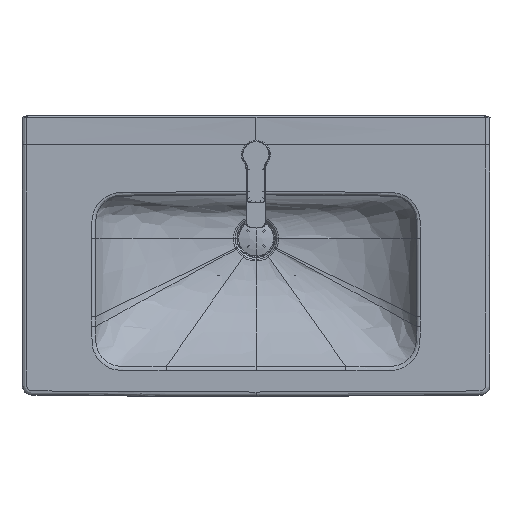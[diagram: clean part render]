
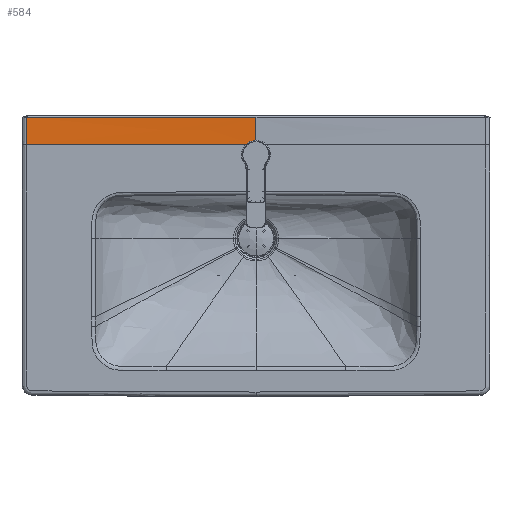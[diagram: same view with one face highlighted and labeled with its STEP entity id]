
A CAD part, top view. The second image highlights one B-rep face of the part: STEP entity #584.
In plain terms, the highlighted free-form (B-spline) face has degree [5, 5] with [9, 6] control points.
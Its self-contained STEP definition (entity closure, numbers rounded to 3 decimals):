
#584=ADVANCED_FACE('',(#1161),#8748,.T.);
#1161=FACE_OUTER_BOUND('',#1758,.T.);
#1758=EDGE_LOOP('',(#4203,#4204,#4205,#4206,#4207));
#4203=ORIENTED_EDGE('',*,*,#5822,.T.);
#4204=ORIENTED_EDGE('',*,*,#5201,.F.);
#4205=ORIENTED_EDGE('',*,*,#5823,.F.);
#4206=ORIENTED_EDGE('',*,*,#5824,.T.);
#4207=ORIENTED_EDGE('',*,*,#5872,.T.);
#5201=EDGE_CURVE('',#7819,#7820,#6865,.T.);
#5822=EDGE_CURVE('',#8189,#7820,#7355,.T.);
#5823=EDGE_CURVE('',#7918,#7819,#7356,.T.);
#5824=EDGE_CURVE('',#7918,#8190,#7357,.T.);
#5872=EDGE_CURVE('',#8190,#8189,#7405,.T.);
#6865=B_SPLINE_CURVE_WITH_KNOTS('',1,(#127275,#127276),.UNSPECIFIED.,.F.,
 .F.,(2,2),(0.,388.466),.UNSPECIFIED.);
#7355=B_SPLINE_CURVE_WITH_KNOTS('',3,(#135531,#135532,#135533,#135534),
 .UNSPECIFIED.,.F.,.F.,(4,4),(74.668,140.712),
 .UNSPECIFIED.);
#7356=B_SPLINE_CURVE_WITH_KNOTS('',3,(#135535,#135536,#135537,#135538),
 .UNSPECIFIED.,.F.,.F.,(4,4),(0.,5.93),.UNSPECIFIED.);
#7357=B_SPLINE_CURVE_WITH_KNOTS('',5,(#135539,#135540,#135541,#135542,#135543,
#135544,#135545,#135546,#135547),.UNSPECIFIED.,.F.,.F.,(6,3,6),(-69.995,
-35.391,-4.314),.UNSPECIFIED.);
#7405=B_SPLINE_CURVE_WITH_KNOTS('',5,(#135875,#135876,#135877,#135878,#135879,
#135880,#135881,#135882,#135883),.UNSPECIFIED.,.F.,.F.,(6,3,6),(792.521,
1336.762,1347.839),.UNSPECIFIED.);
#7819=VERTEX_POINT('',#125990);
#7820=VERTEX_POINT('',#125991);
#7918=VERTEX_POINT('',#126089);
#8189=VERTEX_POINT('',#126360);
#8190=VERTEX_POINT('',#126361);
#8748=B_SPLINE_SURFACE_WITH_KNOTS('',5,5,((#122355,#122356,#122357,#122358,
#122359,#122360),(#122361,#122362,#122363,#122364,#122365,#122366),(#122367,
#122368,#122369,#122370,#122371,#122372),(#122373,#122374,#122375,#122376,
#122377,#122378),(#122379,#122380,#122381,#122382,#122383,#122384),(#122385,
#122386,#122387,#122388,#122389,#122390),(#122391,#122392,#122393,#122394,
#122395,#122396),(#122397,#122398,#122399,#122400,#122401,#122402),(#122403,
#122404,#122405,#122406,#122407,#122408)),.UNSPECIFIED.,.F.,.F.,.F.,(6,
3,6),(6,6),(800.501,825.5,850.499),(0.,400.237),
 .UNSPECIFIED.);
#122355=CARTESIAN_POINT('',(-401.569,240.095,82.665));
#122356=CARTESIAN_POINT('',(-321.521,240.096,83.265));
#122357=CARTESIAN_POINT('',(-241.472,240.097,83.715));
#122358=CARTESIAN_POINT('',(-161.417,240.097,84.015));
#122359=CARTESIAN_POINT('',(-81.37,240.098,84.165));
#122360=CARTESIAN_POINT('',(-1.319,240.098,84.165));
#122361=CARTESIAN_POINT('',(-401.569,235.094,82.665));
#122362=CARTESIAN_POINT('',(-321.52,235.094,83.145));
#122363=CARTESIAN_POINT('',(-241.47,235.097,83.505));
#122364=CARTESIAN_POINT('',(-161.416,235.099,83.745));
#122365=CARTESIAN_POINT('',(-81.37,235.1,83.865));
#122366=CARTESIAN_POINT('',(-1.319,235.1,83.865));
#122367=CARTESIAN_POINT('',(-401.56,230.098,82.665));
#122368=CARTESIAN_POINT('',(-321.514,230.096,83.04));
#122369=CARTESIAN_POINT('',(-241.466,230.098,83.321));
#122370=CARTESIAN_POINT('',(-161.413,230.1,83.509));
#122371=CARTESIAN_POINT('',(-81.369,230.102,83.602));
#122372=CARTESIAN_POINT('',(-1.319,230.102,83.602));
#122373=CARTESIAN_POINT('',(-401.562,225.095,82.665));
#122374=CARTESIAN_POINT('',(-321.514,225.094,82.95));
#122375=CARTESIAN_POINT('',(-241.466,225.097,83.164));
#122376=CARTESIAN_POINT('',(-161.413,225.101,83.306));
#122377=CARTESIAN_POINT('',(-81.368,225.103,83.377));
#122378=CARTESIAN_POINT('',(-1.319,225.103,83.377));
#122379=CARTESIAN_POINT('',(-401.555,215.097,82.665));
#122380=CARTESIAN_POINT('',(-321.508,215.095,82.8));
#122381=CARTESIAN_POINT('',(-241.461,215.098,82.901));
#122382=CARTESIAN_POINT('',(-161.41,215.102,82.969));
#122383=CARTESIAN_POINT('',(-81.367,215.104,83.002));
#122384=CARTESIAN_POINT('',(-1.319,215.104,83.002));
#122385=CARTESIAN_POINT('',(-401.551,205.096,82.665));
#122386=CARTESIAN_POINT('',(-321.505,205.095,82.71));
#122387=CARTESIAN_POINT('',(-241.458,205.098,82.744));
#122388=CARTESIAN_POINT('',(-161.407,205.101,82.766));
#122389=CARTESIAN_POINT('',(-81.365,205.103,82.777));
#122390=CARTESIAN_POINT('',(-1.319,205.103,82.777));
#122391=CARTESIAN_POINT('',(-401.548,200.097,82.665));
#122392=CARTESIAN_POINT('',(-321.502,200.096,82.68));
#122393=CARTESIAN_POINT('',(-241.456,200.098,82.691));
#122394=CARTESIAN_POINT('',(-161.406,200.1,82.699));
#122395=CARTESIAN_POINT('',(-81.365,200.102,82.702));
#122396=CARTESIAN_POINT('',(-1.319,200.102,82.702));
#122397=CARTESIAN_POINT('',(-401.545,195.097,82.665));
#122398=CARTESIAN_POINT('',(-321.499,195.097,82.665));
#122399=CARTESIAN_POINT('',(-241.454,195.098,82.665));
#122400=CARTESIAN_POINT('',(-161.405,195.099,82.665));
#122401=CARTESIAN_POINT('',(-81.364,195.1,82.665));
#122402=CARTESIAN_POINT('',(-1.319,195.1,82.665));
#122403=CARTESIAN_POINT('',(-401.542,190.098,82.665));
#122404=CARTESIAN_POINT('',(-321.497,190.098,82.665));
#122405=CARTESIAN_POINT('',(-241.452,190.098,82.665));
#122406=CARTESIAN_POINT('',(-161.404,190.098,82.665));
#122407=CARTESIAN_POINT('',(-81.364,190.098,82.665));
#122408=CARTESIAN_POINT('',(-1.319,190.098,82.665));
#125990=CARTESIAN_POINT('',(-5.473,190.098,82.665));
#125991=CARTESIAN_POINT('',(-393.939,190.098,82.665));
#126089=CARTESIAN_POINT('',(-1.319,190.598,82.665));
#126360=CARTESIAN_POINT('',(-394.013,237.098,82.715));
#126361=CARTESIAN_POINT('',(-1.319,237.102,83.991));
#127275=CARTESIAN_POINT('',(-5.473,190.098,82.665));
#127276=CARTESIAN_POINT('',(-393.939,190.098,82.665));
#135531=CARTESIAN_POINT('',(-394.013,237.098,82.715));
#135532=CARTESIAN_POINT('',(-393.972,221.431,82.682));
#135533=CARTESIAN_POINT('',(-393.947,205.764,82.665));
#135534=CARTESIAN_POINT('',(-393.939,190.098,82.665));
#135535=CARTESIAN_POINT('',(-1.319,190.598,82.665));
#135536=CARTESIAN_POINT('',(-2.734,190.598,82.665));
#135537=CARTESIAN_POINT('',(-4.099,190.433,82.665));
#135538=CARTESIAN_POINT('',(-5.473,190.098,82.665));
#135539=CARTESIAN_POINT('',(-1.319,190.598,82.665));
#135540=CARTESIAN_POINT('',(-1.319,195.5,82.668));
#135541=CARTESIAN_POINT('',(-1.319,200.401,82.707));
#135542=CARTESIAN_POINT('',(-1.319,205.303,82.782));
#135543=CARTESIAN_POINT('',(-1.319,214.604,82.993));
#135544=CARTESIAN_POINT('',(-1.319,223.904,83.333));
#135545=CARTESIAN_POINT('',(-1.319,228.304,83.523));
#135546=CARTESIAN_POINT('',(-1.319,232.703,83.742));
#135547=CARTESIAN_POINT('',(-1.319,237.102,83.991));
#135875=CARTESIAN_POINT('',(-1.319,237.102,83.991));
#135876=CARTESIAN_POINT('',(-78.29,237.102,83.991));
#135877=CARTESIAN_POINT('',(-155.258,237.101,83.868));
#135878=CARTESIAN_POINT('',(-232.231,237.1,83.623));
#135879=CARTESIAN_POINT('',(-310.767,237.098,83.248));
#135880=CARTESIAN_POINT('',(-389.303,237.098,82.745));
#135881=CARTESIAN_POINT('',(-390.871,237.098,82.735));
#135882=CARTESIAN_POINT('',(-392.44,237.098,82.725));
#135883=CARTESIAN_POINT('',(-394.013,237.098,82.715));
